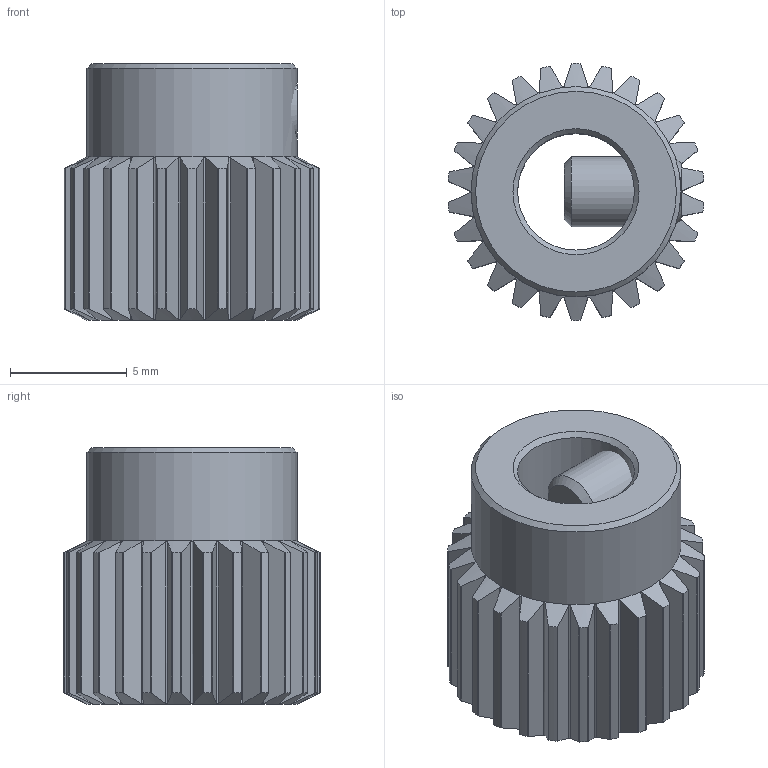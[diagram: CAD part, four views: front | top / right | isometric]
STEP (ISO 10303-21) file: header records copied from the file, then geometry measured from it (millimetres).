
FILE_DESCRIPTION(/* description */ (''),/* implementation_level */ '2;1');
FILE_NAME(/* name */ '26 TOOTH GEAR FOR EXTRUDER FILAMENT (11.11.5).stp',/* time_stamp */ '2023-03-01T15:15:46+02:00',/* author */ ('arnold.brand'),/* organization */ (''),/* preprocessor_version */ 'ST-DEVELOPER v19.2',/* originating_system */ 'Autodesk Inventor 2023',/* authorisation */ '');
FILE_SCHEMA (('AUTOMOTIVE_DESIGN { 1 0 10303 214 3 1 1 }'));
Length unit declared in the file: millimetre
Products named in the file (3): 26 TOOTH GEAR FOR EXTRUDER FILAMENT (11.11.5); 26 TOOTH GEAR FOR EXTRUDER FILAMENT (11.11.5) - Body; ISO 4026 - M3 x 5
Assembly tree (2 placements, depth 2):
  26 TOOTH GEAR FOR EXTRUDER FILAMENT (11.11.5)
    26 TOOTH GEAR FOR EXTRUDER FILAMENT (11.11.5) - Body
    ISO 4026 - M3 x 5
Bounding box: 10.96 x 11 x 11 mm (x, y, z)
Volume: 627.9 mm3; surface area: 903.1 mm2
Topology: 2 solids, 2 shells, 178 faces, 525 edges, 349 vertices
Faces by surface type: cylinder 108, plane 62, cone 8
Full cylindrical faces by diameter (mm): 2.459 x1, 3 x1, 5 x1, 9 x1
Entity records: 6640 total; most frequent: CARTESIAN_POINT 2029, ORIENTED_EDGE 1048, DIRECTION 890, EDGE_CURVE 524, AXIS2_PLACEMENT_3D 354, VERTEX_POINT 349, LINE 182, VECTOR 182
